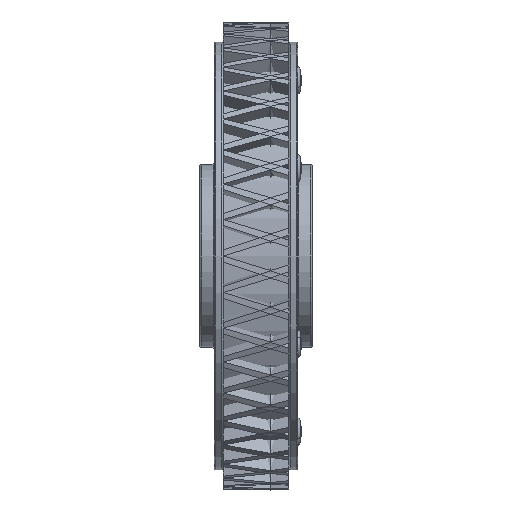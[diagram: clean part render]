
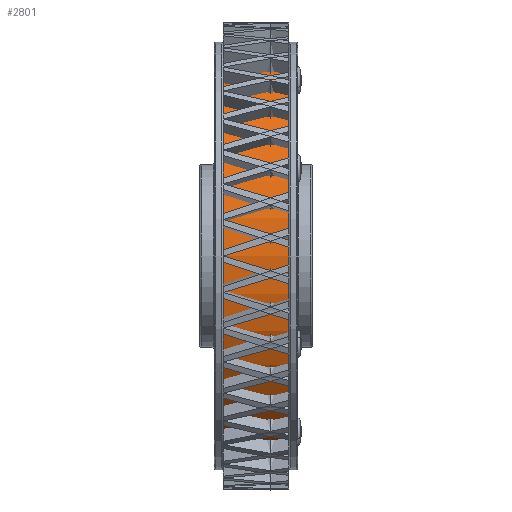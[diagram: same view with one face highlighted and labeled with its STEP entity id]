
A CAD part, front view. The second image highlights one B-rep face of the part: STEP entity #2801.
In plain terms, the highlighted cylindrical face has radius 76.2 mm (diameter 152.4 mm), a partial arc.
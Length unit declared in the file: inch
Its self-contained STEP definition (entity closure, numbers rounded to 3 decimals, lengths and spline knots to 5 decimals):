
#727 = EDGE_CURVE ( 'NONE', #4535, #37135, #30985, .T. ) ;
#1345 = DIRECTION ( 'NONE',  ( 0., 0., -1. ) ) ;
#2264 = DIRECTION ( 'NONE',  ( 0., 0., 1. ) ) ;
#2801 = ADVANCED_FACE ( 'NONE', ( #30531 ), #24014, .T. ) ;
#2948 = EDGE_CURVE ( 'NONE', #37711, #4535, #10547, .T. ) ;
#4535 = VERTEX_POINT ( 'NONE', #16609 ) ;
#7053 = DIRECTION ( 'NONE',  ( 0., 0., 1. ) ) ;
#7193 = CARTESIAN_POINT ( 'NONE',  ( 3., 0., 0. ) ) ;
#7375 = CARTESIAN_POINT ( 'NONE',  ( 0., 0., 0.9 ) ) ;
#8506 = CARTESIAN_POINT ( 'NONE',  ( 0., 0., 0.9 ) ) ;
#9503 = VECTOR ( 'NONE', #39936, 39.37008 ) ;
#9907 = CARTESIAN_POINT ( 'NONE',  ( -3., 0., 0.9 ) ) ;
#10547 = LINE ( 'NONE', #9907, #9503 ) ;
#14591 = ORIENTED_EDGE ( 'NONE', *, *, #42002, .F. ) ;
#14752 = AXIS2_PLACEMENT_3D ( 'NONE', #8506, #2264, #34863 ) ;
#16609 = CARTESIAN_POINT ( 'NONE',  ( -3., 0., 0. ) ) ;
#16996 = CARTESIAN_POINT ( 'NONE',  ( 0., 0., 0. ) ) ;
#17846 = ORIENTED_EDGE ( 'NONE', *, *, #2948, .T. ) ;
#18360 = ORIENTED_EDGE ( 'NONE', *, *, #35718, .F. ) ;
#22558 = ORIENTED_EDGE ( 'NONE', *, *, #727, .T. ) ;
#23383 = AXIS2_PLACEMENT_3D ( 'NONE', #16996, #7053, #36660 ) ;
#23771 = CARTESIAN_POINT ( 'NONE',  ( 3., 0., 0.9 ) ) ;
#24014 = CYLINDRICAL_SURFACE ( 'NONE', #24637, 3. ) ;
#24637 = AXIS2_PLACEMENT_3D ( 'NONE', #7375, #1345, #30316 ) ;
#27255 = EDGE_LOOP ( 'NONE', ( #14591, #18360, #17846, #22558 ) ) ;
#28782 = LINE ( 'NONE', #41939, #32180 ) ;
#30316 = DIRECTION ( 'NONE',  ( -1., 0., 0. ) ) ;
#30531 = FACE_OUTER_BOUND ( 'NONE', #27255, .T. ) ;
#30985 = CIRCLE ( 'NONE', #23383, 3. ) ;
#31363 = CARTESIAN_POINT ( 'NONE',  ( -3., 0., 0.9 ) ) ;
#31810 = VERTEX_POINT ( 'NONE', #23771 ) ;
#32180 = VECTOR ( 'NONE', #42163, 39.37008 ) ;
#34863 = DIRECTION ( 'NONE',  ( 1., 0., 0. ) ) ;
#35718 = EDGE_CURVE ( 'NONE', #37711, #31810, #37511, .T. ) ;
#36660 = DIRECTION ( 'NONE',  ( 1., 0., 0. ) ) ;
#37135 = VERTEX_POINT ( 'NONE', #7193 ) ;
#37511 = CIRCLE ( 'NONE', #14752, 3. ) ;
#37711 = VERTEX_POINT ( 'NONE', #31363 ) ;
#39936 = DIRECTION ( 'NONE',  ( 0., 0., -1. ) ) ;
#41939 = CARTESIAN_POINT ( 'NONE',  ( 3., 0., 0.9 ) ) ;
#42002 = EDGE_CURVE ( 'NONE', #31810, #37135, #28782, .T. ) ;
#42163 = DIRECTION ( 'NONE',  ( 0., 0., -1. ) ) ;
